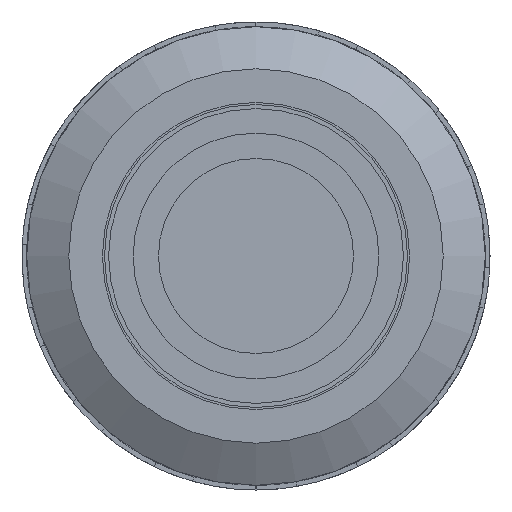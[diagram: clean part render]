
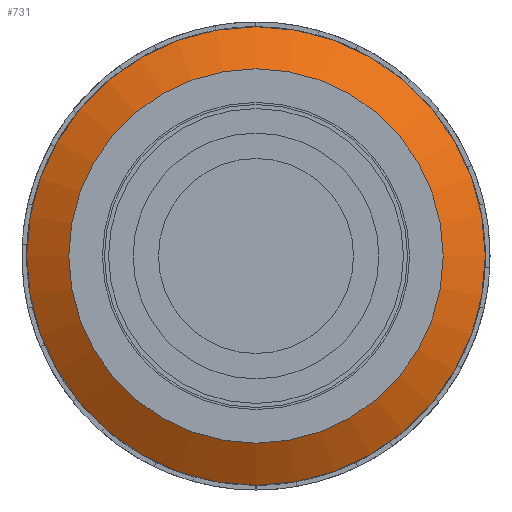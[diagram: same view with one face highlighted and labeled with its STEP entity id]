
A CAD part, left-side view. The second image highlights one B-rep face of the part: STEP entity #731.
In plain terms, the highlighted conical face has half-angle 60 degrees and reference radius 54 mm.
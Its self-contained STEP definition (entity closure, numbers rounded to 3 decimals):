
#704=CARTESIAN_POINT('',(-69.46,0.0,0.0));
#705=DIRECTION('',(1.0,0.0,0.0));
#706=DIRECTION('',(0.0,0.0,1.0));
#707=AXIS2_PLACEMENT_3D('',#704,#705,#706);
#708=CONICAL_SURFACE('',#707,54.0,60.);
#709=CARTESIAN_POINT('',(-72.924,0.,-48.));
#710=VERTEX_POINT('',#709);
#711=CARTESIAN_POINT('',(-72.924,0.0,0.0));
#712=DIRECTION('',(-1.0,0.0,0.0));
#713=DIRECTION('',(0.0,0.0,1.0));
#714=AXIS2_PLACEMENT_3D('',#711,#712,#713);
#715=CIRCLE('',#714,48.);
#716=EDGE_CURVE('',#710,#710,#715,.T.);
#717=ORIENTED_EDGE('',*,*,#716,.F.);
#718=EDGE_LOOP('',(#717));
#719=FACE_OUTER_BOUND('',#718,.T.);
#720=CARTESIAN_POINT('',(-66.688,0.,-58.8));
#721=VERTEX_POINT('',#720);
#722=CARTESIAN_POINT('',(-66.688,0.0,0.0));
#723=DIRECTION('',(-1.0,0.0,0.0));
#724=DIRECTION('',(0.0,0.0,1.0));
#725=AXIS2_PLACEMENT_3D('',#722,#723,#724);
#726=CIRCLE('',#725,58.8);
#727=EDGE_CURVE('',#721,#721,#726,.T.);
#728=ORIENTED_EDGE('',*,*,#727,.T.);
#729=EDGE_LOOP('',(#728));
#730=FACE_BOUND('',#729,.T.);
#731=ADVANCED_FACE('',(#719,#730),#708,.T.);
